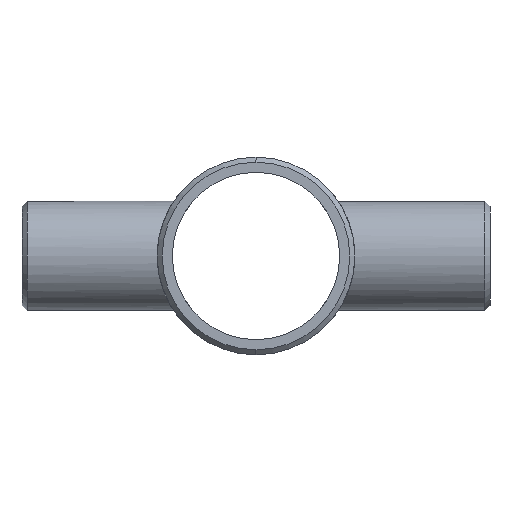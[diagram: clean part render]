
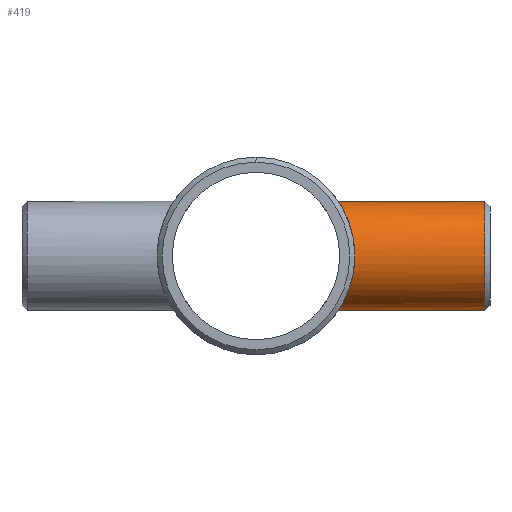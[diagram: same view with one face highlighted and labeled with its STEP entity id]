
A CAD part, left-side view. The second image highlights one B-rep face of the part: STEP entity #419.
In plain terms, the highlighted cylindrical face has radius 13.335 mm (diameter 26.67 mm), a partial arc.
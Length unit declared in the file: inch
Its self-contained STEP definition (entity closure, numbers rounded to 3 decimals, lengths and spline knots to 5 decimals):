
#5 = CARTESIAN_POINT ( 'NONE',  ( -0.47057, -0.92097, -0.23536 ) ) ;
#14 = CARTESIAN_POINT ( 'NONE',  ( -0.49043, -0.93132, 0.18814 ) ) ;
#29 = VECTOR ( 'NONE', #126, 39.37008 ) ;
#68 = EDGE_CURVE ( 'NONE', #523, #286, #920, .T. ) ;
#72 = DIRECTION ( 'NONE',  ( 0., 1., 0. ) ) ;
#80 = CARTESIAN_POINT ( 'NONE',  ( -0.07025, -0.79467, 0.52058 ) ) ;
#87 = CARTESIAN_POINT ( 'NONE',  ( -0.26496, -0.8345, 0.45449 ) ) ;
#89 = CARTESIAN_POINT ( 'NONE',  ( 0., -0.79175, 0.525 ) ) ;
#101 = CARTESIAN_POINT ( 'NONE',  ( -0.34672, -0.86426, 0.39458 ) ) ;
#105 = CARTESIAN_POINT ( 'NONE',  ( 0., -2.20167, 0.525 ) ) ;
#107 = CARTESIAN_POINT ( 'NONE',  ( -0.23521, -0.82538, 0.47062 ) ) ;
#123 = VECTOR ( 'NONE', #588, 39.37008 ) ;
#125 = DIRECTION ( 'NONE',  ( 0., 0., -1. ) ) ;
#126 = DIRECTION ( 'NONE',  ( 0., 1., 0. ) ) ;
#131 = DIRECTION ( 'NONE',  ( 0., 1., 0. ) ) ;
#150 = CARTESIAN_POINT ( 'NONE',  ( 0., -0.79175, -0.525 ) ) ;
#159 = CARTESIAN_POINT ( 'NONE',  ( 0., -2.25, 0. ) ) ;
#173 = CARTESIAN_POINT ( 'NONE',  ( -0.13831, -0.80358, 0.50675 ) ) ;
#178 = CARTESIAN_POINT ( 'NONE',  ( -0.49749, -0.93501, -0.17127 ) ) ;
#189 = CARTESIAN_POINT ( 'NONE',  ( -0.21925, -0.82141, -0.47733 ) ) ;
#193 = CARTESIAN_POINT ( 'NONE',  ( 0., -0.79175, -0.525 ) ) ;
#229 = CARTESIAN_POINT ( 'NONE',  ( 0., -2.25, -0.525 ) ) ;
#249 = LINE ( 'NONE', #229, #123 ) ;
#270 = CARTESIAN_POINT ( 'NONE',  ( -0.41643, -0.89443, -0.3215 ) ) ;
#276 = CARTESIAN_POINT ( 'NONE',  ( -0.01771, -0.79175, -0.525 ) ) ;
#286 = VERTEX_POINT ( 'NONE', #89 ) ;
#356 = CARTESIAN_POINT ( 'NONE',  ( -0.3947, -0.88442, 0.34779 ) ) ;
#361 = CARTESIAN_POINT ( 'NONE',  ( -0.49632, -0.93444, 0.17203 ) ) ;
#402 = B_SPLINE_CURVE_WITH_KNOTS ( 'NONE', 3,
 ( #416, #859, #691, #80, #430, #603, #173, #520, #798, #107, #87, #1042, #967, #101, #547, #356, #453, #1059, #525, #868, #448, #14, #361, #714, #721, #708, #1049, #1126, #436, #780, #963, #535, #178, #5, #631, #270, #954, #1120, #878, #625, #700, #620, #189, #790, #1037, #1053, #803, #459, #276, #193 ),
 .UNSPECIFIED., .F., .F.,
 ( 4, 2, 2, 2, 2, 2, 2, 2, 2, 2, 2, 2, 2, 2, 2, 2, 2, 2, 2, 2, 2, 2, 2, 2, 4 ),
 ( 0.0426, 0.04392, 0.04525, 0.04658, 0.04791, 0.05056, 0.05189, 0.05322, 0.05587, 0.0572, 0.05853, 0.05986, 0.06119, 0.06384, 0.06517, 0.0665, 0.06915, 0.07181, 0.07446, 0.07712, 0.07845, 0.07977, 0.08243, 0.08376, 0.08508 ),
 .UNSPECIFIED. ) ;
#416 = CARTESIAN_POINT ( 'NONE',  ( 0., -0.79175, 0.525 ) ) ;
#419 = ADVANCED_FACE ( 'NONE', ( #862 ), #777, .T. ) ;
#420 = DIRECTION ( 'NONE',  ( 0., 0., -1. ) ) ;
#430 = CARTESIAN_POINT ( 'NONE',  ( -0.08753, -0.7964, 0.51794 ) ) ;
#436 = CARTESIAN_POINT ( 'NONE',  ( -0.52418, -0.94954, -0.03431 ) ) ;
#448 = CARTESIAN_POINT ( 'NONE',  ( -0.47718, -0.92441, 0.21959 ) ) ;
#453 = CARTESIAN_POINT ( 'NONE',  ( -0.41612, -0.89429, 0.32192 ) ) ;
#459 = CARTESIAN_POINT ( 'NONE',  ( -0.03541, -0.79235, -0.5241 ) ) ;
#462 = EDGE_LOOP ( 'NONE', ( #1070, #912, #553, #863 ) ) ;
#520 = CARTESIAN_POINT ( 'NONE',  ( -0.17132, -0.80992, 0.49656 ) ) ;
#523 = VERTEX_POINT ( 'NONE', #105 ) ;
#525 = CARTESIAN_POINT ( 'NONE',  ( -0.45362, -0.91247, 0.26485 ) ) ;
#535 = CARTESIAN_POINT ( 'NONE',  ( -0.50769, -0.94052, -0.13818 ) ) ;
#547 = CARTESIAN_POINT ( 'NONE',  ( -0.35915, -0.86934, 0.3833 ) ) ;
#553 = ORIENTED_EDGE ( 'NONE', *, *, #983, .T. ) ;
#570 = EDGE_CURVE ( 'NONE', #794, #523, #797, .T. ) ;
#588 = DIRECTION ( 'NONE',  ( 0., 1., 0. ) ) ;
#603 = CARTESIAN_POINT ( 'NONE',  ( -0.12156, -0.80085, 0.51103 ) ) ;
#620 = CARTESIAN_POINT ( 'NONE',  ( -0.23455, -0.82564, -0.47 ) ) ;
#624 = EDGE_CURVE ( 'NONE', #794, #953, #249, .T. ) ;
#625 = CARTESIAN_POINT ( 'NONE',  ( -0.27911, -0.83941, -0.44498 ) ) ;
#631 = CARTESIAN_POINT ( 'NONE',  ( -0.45429, -0.91268, -0.26532 ) ) ;
#668 = AXIS2_PLACEMENT_3D ( 'NONE', #910, #131, #125 ) ;
#691 = CARTESIAN_POINT ( 'NONE',  ( -0.03514, -0.79234, 0.52412 ) ) ;
#700 = CARTESIAN_POINT ( 'NONE',  ( -0.26445, -0.83463, -0.45385 ) ) ;
#708 = CARTESIAN_POINT ( 'NONE',  ( -0.52145, -0.94802, 0.07034 ) ) ;
#714 = CARTESIAN_POINT ( 'NONE',  ( -0.50656, -0.93993, 0.13899 ) ) ;
#721 = CARTESIAN_POINT ( 'NONE',  ( -0.51094, -0.9423, 0.12195 ) ) ;
#754 = CARTESIAN_POINT ( 'NONE',  ( 0., -2.20167, -0.525 ) ) ;
#777 = CYLINDRICAL_SURFACE ( 'NONE', #991, 0.525 ) ;
#780 = CARTESIAN_POINT ( 'NONE',  ( -0.52067, -0.94762, -0.06955 ) ) ;
#790 = CARTESIAN_POINT ( 'NONE',  ( -0.17228, -0.80971, -0.49709 ) ) ;
#794 = VERTEX_POINT ( 'NONE', #754 ) ;
#797 = CIRCLE ( 'NONE', #668, 0.525 ) ;
#798 = CARTESIAN_POINT ( 'NONE',  ( -0.18766, -0.81354, 0.49062 ) ) ;
#803 = CARTESIAN_POINT ( 'NONE',  ( -0.07046, -0.79469, -0.52055 ) ) ;
#826 = CARTESIAN_POINT ( 'NONE',  ( 0., -2.25, 0.525 ) ) ;
#859 = CARTESIAN_POINT ( 'NONE',  ( -0.01747, -0.79175, 0.525 ) ) ;
#862 = FACE_OUTER_BOUND ( 'NONE', #462, .T. ) ;
#863 = ORIENTED_EDGE ( 'NONE', *, *, #624, .F. ) ;
#868 = CARTESIAN_POINT ( 'NONE',  ( -0.46981, -0.92062, 0.23493 ) ) ;
#878 = CARTESIAN_POINT ( 'NONE',  ( -0.32122, -0.85403, -0.41664 ) ) ;
#910 = CARTESIAN_POINT ( 'NONE',  ( 0., -2.20167, 0. ) ) ;
#912 = ORIENTED_EDGE ( 'NONE', *, *, #68, .T. ) ;
#920 = LINE ( 'NONE', #826, #29 ) ;
#953 = VERTEX_POINT ( 'NONE', #150 ) ;
#954 = CARTESIAN_POINT ( 'NONE',  ( -0.39462, -0.88438, -0.34789 ) ) ;
#963 = CARTESIAN_POINT ( 'NONE',  ( -0.51805, -0.94617, -0.08693 ) ) ;
#967 = CARTESIAN_POINT ( 'NONE',  ( -0.32066, -0.85414, 0.41604 ) ) ;
#983 = EDGE_CURVE ( 'NONE', #286, #953, #402, .T. ) ;
#991 = AXIS2_PLACEMENT_3D ( 'NONE', #159, #72, #420 ) ;
#1037 = CARTESIAN_POINT ( 'NONE',  ( -0.13955, -0.80323, -0.50733 ) ) ;
#1042 = CARTESIAN_POINT ( 'NONE',  ( -0.30701, -0.84909, 0.42621 ) ) ;
#1049 = CARTESIAN_POINT ( 'NONE',  ( -0.52495, -0.94997, 0.03566 ) ) ;
#1053 = CARTESIAN_POINT ( 'NONE',  ( -0.08794, -0.79644, -0.51788 ) ) ;
#1059 = CARTESIAN_POINT ( 'NONE',  ( -0.44476, -0.90808, 0.27948 ) ) ;
#1070 = ORIENTED_EDGE ( 'NONE', *, *, #570, .T. ) ;
#1120 = CARTESIAN_POINT ( 'NONE',  ( -0.34706, -0.86421, -0.39535 ) ) ;
#1126 = CARTESIAN_POINT ( 'NONE',  ( -0.52502, -0.95001, -0.01677 ) ) ;
